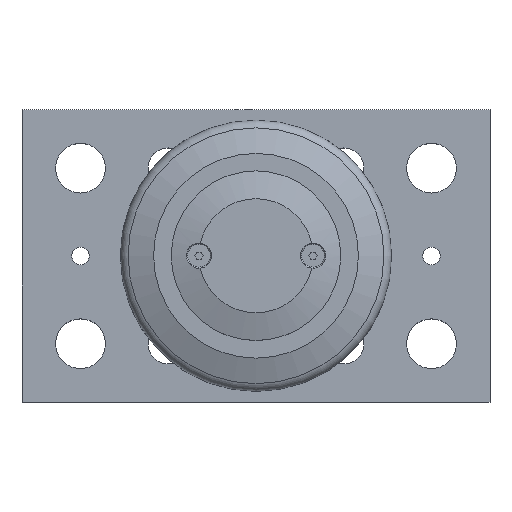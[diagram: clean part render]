
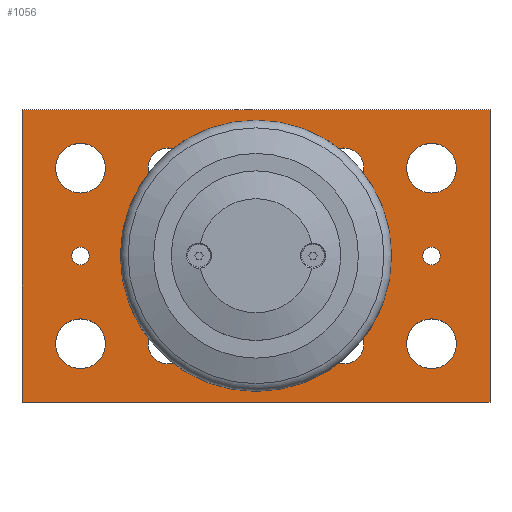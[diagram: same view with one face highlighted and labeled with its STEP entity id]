
A CAD part, top view. The second image highlights one B-rep face of the part: STEP entity #1056.
In plain terms, the highlighted planar face has unit normal (0, 0, 1).
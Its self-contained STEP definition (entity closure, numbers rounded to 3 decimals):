
#63=FACE_BOUND('',#265,.T.);
#64=FACE_BOUND('',#266,.T.);
#65=FACE_BOUND('',#267,.T.);
#66=FACE_BOUND('',#268,.T.);
#67=FACE_BOUND('',#269,.T.);
#68=FACE_BOUND('',#270,.T.);
#69=FACE_BOUND('',#271,.T.);
#70=FACE_BOUND('',#272,.T.);
#71=FACE_BOUND('',#273,.T.);
#72=FACE_BOUND('',#274,.T.);
#73=FACE_BOUND('',#275,.T.);
#118=CIRCLE('',#1158,29.);
#120=CIRCLE('',#1162,6.918);
#121=CIRCLE('',#1163,6.918);
#123=CIRCLE('',#1166,6.918);
#124=CIRCLE('',#1167,6.918);
#126=CIRCLE('',#1170,6.918);
#127=CIRCLE('',#1171,6.918);
#129=CIRCLE('',#1174,6.918);
#130=CIRCLE('',#1175,6.918);
#132=CIRCLE('',#1178,8.5);
#134=CIRCLE('',#1181,8.5);
#136=CIRCLE('',#1184,8.5);
#138=CIRCLE('',#1187,8.5);
#140=CIRCLE('',#1190,3.);
#142=CIRCLE('',#1193,3.);
#192=FACE_OUTER_BOUND('',#264,.T.);
#264=EDGE_LOOP('',(#916,#917,#918,#919));
#265=EDGE_LOOP('',(#920));
#266=EDGE_LOOP('',(#921,#922));
#267=EDGE_LOOP('',(#923,#924));
#268=EDGE_LOOP('',(#925,#926));
#269=EDGE_LOOP('',(#927,#928));
#270=EDGE_LOOP('',(#929));
#271=EDGE_LOOP('',(#930));
#272=EDGE_LOOP('',(#931));
#273=EDGE_LOOP('',(#932));
#274=EDGE_LOOP('',(#933));
#275=EDGE_LOOP('',(#934));
#328=LINE('',#1847,#401);
#332=LINE('',#1855,#405);
#335=LINE('',#1861,#408);
#338=LINE('',#1866,#411);
#401=VECTOR('',#1475,10.);
#405=VECTOR('',#1481,10.);
#408=VECTOR('',#1486,10.);
#411=VECTOR('',#1491,10.);
#487=VERTEX_POINT('',#1770);
#489=VERTEX_POINT('',#1777);
#490=VERTEX_POINT('',#1778);
#492=VERTEX_POINT('',#1785);
#493=VERTEX_POINT('',#1786);
#495=VERTEX_POINT('',#1793);
#496=VERTEX_POINT('',#1794);
#498=VERTEX_POINT('',#1801);
#499=VERTEX_POINT('',#1802);
#501=VERTEX_POINT('',#1809);
#503=VERTEX_POINT('',#1815);
#505=VERTEX_POINT('',#1821);
#507=VERTEX_POINT('',#1827);
#509=VERTEX_POINT('',#1833);
#511=VERTEX_POINT('',#1839);
#513=VERTEX_POINT('',#1845);
#514=VERTEX_POINT('',#1846);
#517=VERTEX_POINT('',#1854);
#519=VERTEX_POINT('',#1860);
#614=EDGE_CURVE('',#487,#487,#118,.T.);
#616=EDGE_CURVE('',#489,#490,#120,.T.);
#617=EDGE_CURVE('',#490,#489,#121,.T.);
#620=EDGE_CURVE('',#492,#493,#123,.T.);
#621=EDGE_CURVE('',#493,#492,#124,.T.);
#624=EDGE_CURVE('',#495,#496,#126,.T.);
#625=EDGE_CURVE('',#496,#495,#127,.T.);
#628=EDGE_CURVE('',#498,#499,#129,.T.);
#629=EDGE_CURVE('',#499,#498,#130,.T.);
#632=EDGE_CURVE('',#501,#501,#132,.T.);
#635=EDGE_CURVE('',#503,#503,#134,.T.);
#638=EDGE_CURVE('',#505,#505,#136,.T.);
#641=EDGE_CURVE('',#507,#507,#138,.T.);
#644=EDGE_CURVE('',#509,#509,#140,.T.);
#647=EDGE_CURVE('',#511,#511,#142,.T.);
#650=EDGE_CURVE('',#513,#514,#328,.T.);
#654=EDGE_CURVE('',#514,#517,#332,.T.);
#657=EDGE_CURVE('',#517,#519,#335,.T.);
#660=EDGE_CURVE('',#519,#513,#338,.T.);
#916=ORIENTED_EDGE('',*,*,#650,.F.);
#917=ORIENTED_EDGE('',*,*,#660,.F.);
#918=ORIENTED_EDGE('',*,*,#657,.F.);
#919=ORIENTED_EDGE('',*,*,#654,.F.);
#920=ORIENTED_EDGE('',*,*,#614,.T.);
#921=ORIENTED_EDGE('',*,*,#616,.T.);
#922=ORIENTED_EDGE('',*,*,#617,.T.);
#923=ORIENTED_EDGE('',*,*,#620,.T.);
#924=ORIENTED_EDGE('',*,*,#621,.T.);
#925=ORIENTED_EDGE('',*,*,#624,.T.);
#926=ORIENTED_EDGE('',*,*,#625,.T.);
#927=ORIENTED_EDGE('',*,*,#628,.T.);
#928=ORIENTED_EDGE('',*,*,#629,.T.);
#929=ORIENTED_EDGE('',*,*,#632,.T.);
#930=ORIENTED_EDGE('',*,*,#635,.T.);
#931=ORIENTED_EDGE('',*,*,#638,.T.);
#932=ORIENTED_EDGE('',*,*,#641,.T.);
#933=ORIENTED_EDGE('',*,*,#644,.T.);
#934=ORIENTED_EDGE('',*,*,#647,.T.);
#1002=PLANE('',#1201);
#1056=ADVANCED_FACE('',(#192,#63,#64,#65,#66,#67,#68,#69,#70,#71,#72,#73),
#1002,.T.);
#1158=AXIS2_PLACEMENT_3D('',#1772,#1389,#1390);
#1162=AXIS2_PLACEMENT_3D('',#1779,#1397,#1398);
#1163=AXIS2_PLACEMENT_3D('',#1780,#1399,#1400);
#1166=AXIS2_PLACEMENT_3D('',#1787,#1406,#1407);
#1167=AXIS2_PLACEMENT_3D('',#1788,#1408,#1409);
#1170=AXIS2_PLACEMENT_3D('',#1795,#1415,#1416);
#1171=AXIS2_PLACEMENT_3D('',#1796,#1417,#1418);
#1174=AXIS2_PLACEMENT_3D('',#1803,#1424,#1425);
#1175=AXIS2_PLACEMENT_3D('',#1804,#1426,#1427);
#1178=AXIS2_PLACEMENT_3D('',#1810,#1433,#1434);
#1181=AXIS2_PLACEMENT_3D('',#1816,#1440,#1441);
#1184=AXIS2_PLACEMENT_3D('',#1822,#1447,#1448);
#1187=AXIS2_PLACEMENT_3D('',#1828,#1454,#1455);
#1190=AXIS2_PLACEMENT_3D('',#1834,#1461,#1462);
#1193=AXIS2_PLACEMENT_3D('',#1840,#1468,#1469);
#1201=AXIS2_PLACEMENT_3D('',#1871,#1497,#1498);
#1389=DIRECTION('center_axis',(0.,0.,-1.));
#1390=DIRECTION('ref_axis',(-1.,0.,0.));
#1397=DIRECTION('center_axis',(0.,0.,-1.));
#1398=DIRECTION('ref_axis',(1.,0.,0.));
#1399=DIRECTION('center_axis',(0.,0.,-1.));
#1400=DIRECTION('ref_axis',(1.,0.,0.));
#1406=DIRECTION('center_axis',(0.,0.,-1.));
#1407=DIRECTION('ref_axis',(1.,0.,0.));
#1408=DIRECTION('center_axis',(0.,0.,-1.));
#1409=DIRECTION('ref_axis',(1.,0.,0.));
#1415=DIRECTION('center_axis',(0.,0.,-1.));
#1416=DIRECTION('ref_axis',(1.,0.,0.));
#1417=DIRECTION('center_axis',(0.,0.,-1.));
#1418=DIRECTION('ref_axis',(1.,0.,0.));
#1424=DIRECTION('center_axis',(0.,0.,-1.));
#1425=DIRECTION('ref_axis',(1.,0.,0.));
#1426=DIRECTION('center_axis',(0.,0.,-1.));
#1427=DIRECTION('ref_axis',(1.,0.,0.));
#1433=DIRECTION('center_axis',(0.,0.,-1.));
#1434=DIRECTION('ref_axis',(-1.,0.,0.));
#1440=DIRECTION('center_axis',(0.,0.,-1.));
#1441=DIRECTION('ref_axis',(-1.,0.,0.));
#1447=DIRECTION('center_axis',(0.,0.,-1.));
#1448=DIRECTION('ref_axis',(-1.,0.,0.));
#1454=DIRECTION('center_axis',(0.,0.,-1.));
#1455=DIRECTION('ref_axis',(-1.,0.,0.));
#1461=DIRECTION('center_axis',(0.,0.,-1.));
#1462=DIRECTION('ref_axis',(-1.,0.,0.));
#1468=DIRECTION('center_axis',(0.,0.,-1.));
#1469=DIRECTION('ref_axis',(-1.,0.,0.));
#1475=DIRECTION('',(0.,1.,0.));
#1481=DIRECTION('',(1.,0.,0.));
#1486=DIRECTION('',(0.,-1.,0.));
#1491=DIRECTION('',(-1.,0.,0.));
#1497=DIRECTION('center_axis',(0.,0.,1.));
#1498=DIRECTION('ref_axis',(1.,0.,0.));
#1770=CARTESIAN_POINT('',(109.,50.,20.));
#1772=CARTESIAN_POINT('Origin',(80.,50.,20.));
#1777=CARTESIAN_POINT('',(56.918,20.,20.));
#1778=CARTESIAN_POINT('',(43.083,20.,20.));
#1779=CARTESIAN_POINT('Origin',(50.,20.,20.));
#1780=CARTESIAN_POINT('Origin',(50.,20.,20.));
#1785=CARTESIAN_POINT('',(116.918,20.,20.));
#1786=CARTESIAN_POINT('',(103.083,20.,20.));
#1787=CARTESIAN_POINT('Origin',(110.,20.,20.));
#1788=CARTESIAN_POINT('Origin',(110.,20.,20.));
#1793=CARTESIAN_POINT('',(116.918,80.,20.));
#1794=CARTESIAN_POINT('',(103.083,80.,20.));
#1795=CARTESIAN_POINT('Origin',(110.,80.,20.));
#1796=CARTESIAN_POINT('Origin',(110.,80.,20.));
#1801=CARTESIAN_POINT('',(56.918,80.,20.));
#1802=CARTESIAN_POINT('',(43.083,80.,20.));
#1803=CARTESIAN_POINT('Origin',(50.,80.,20.));
#1804=CARTESIAN_POINT('Origin',(50.,80.,20.));
#1809=CARTESIAN_POINT('',(28.5,20.,20.));
#1810=CARTESIAN_POINT('Origin',(20.,20.,20.));
#1815=CARTESIAN_POINT('',(148.5,20.,20.));
#1816=CARTESIAN_POINT('Origin',(140.,20.,20.));
#1821=CARTESIAN_POINT('',(28.5,80.,20.));
#1822=CARTESIAN_POINT('Origin',(20.,80.,20.));
#1827=CARTESIAN_POINT('',(148.5,80.,20.));
#1828=CARTESIAN_POINT('Origin',(140.,80.,20.));
#1833=CARTESIAN_POINT('',(23.,50.,20.));
#1834=CARTESIAN_POINT('Origin',(20.,50.,20.));
#1839=CARTESIAN_POINT('',(143.,50.,20.));
#1840=CARTESIAN_POINT('Origin',(140.,50.,20.));
#1845=CARTESIAN_POINT('',(0.,0.,20.));
#1846=CARTESIAN_POINT('',(0.,100.,20.));
#1847=CARTESIAN_POINT('',(0.,100.,20.));
#1854=CARTESIAN_POINT('',(160.,100.,20.));
#1855=CARTESIAN_POINT('',(160.,100.,20.));
#1860=CARTESIAN_POINT('',(160.,0.,20.));
#1861=CARTESIAN_POINT('',(160.,0.,20.));
#1866=CARTESIAN_POINT('',(0.,0.,20.));
#1871=CARTESIAN_POINT('Origin',(80.,50.,20.));
